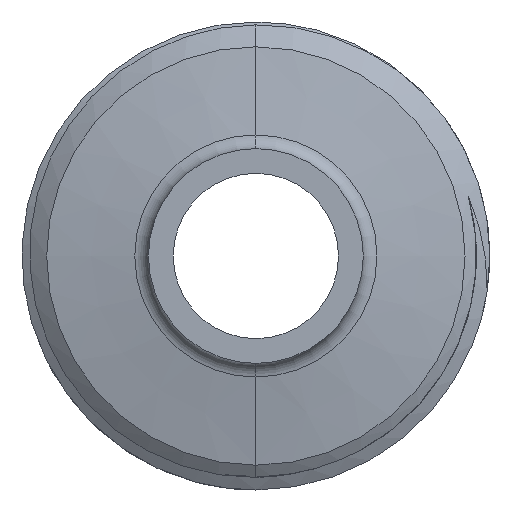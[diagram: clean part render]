
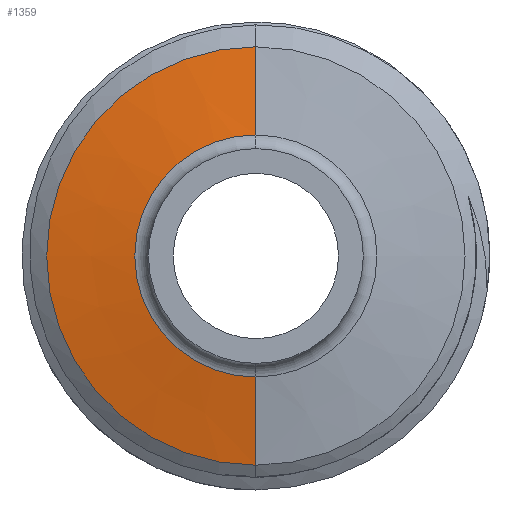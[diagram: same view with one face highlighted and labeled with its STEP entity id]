
A CAD part, left-side view. The second image highlights one B-rep face of the part: STEP entity #1359.
In plain terms, the highlighted conical face has half-angle 80 degrees and reference radius 12.659 mm.
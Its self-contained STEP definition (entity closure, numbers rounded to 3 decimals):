
#33 = AXIS2_PLACEMENT_3D ( 'NONE', #1062, #1475, #300 ) ;
#71 = AXIS2_PLACEMENT_3D ( 'NONE', #136, #2122, #2289 ) ;
#136 = CARTESIAN_POINT ( 'NONE',  ( 4.06, -0.406, 0. ) ) ;
#168 = CARTESIAN_POINT ( 'NONE',  ( 4.06, -0.406, -12.659 ) ) ;
#285 = FACE_OUTER_BOUND ( 'NONE', #301, .T. ) ;
#286 = ORIENTED_EDGE ( 'NONE', *, *, #2004, .F. ) ;
#300 = DIRECTION ( 'NONE',  ( 0., 0., -1. ) ) ;
#301 = EDGE_LOOP ( 'NONE', ( #1784, #640, #2389, #286 ) ) ;
#309 = CARTESIAN_POINT ( 'NONE',  ( 4.06, -0.406, 12.659 ) ) ;
#450 = CARTESIAN_POINT ( 'NONE',  ( 4.06, -0.406, 12.659 ) ) ;
#640 = ORIENTED_EDGE ( 'NONE', *, *, #1849, .T. ) ;
#695 = EDGE_CURVE ( 'NONE', #1406, #1708, #2403, .T. ) ;
#863 = VERTEX_POINT ( 'NONE', #991 ) ;
#936 = VECTOR ( 'NONE', #1874, 1000. ) ;
#991 = CARTESIAN_POINT ( 'NONE',  ( 4.06, -0.406, -12.659 ) ) ;
#1062 = CARTESIAN_POINT ( 'NONE',  ( 4.06, -0.406, 0. ) ) ;
#1129 = VERTEX_POINT ( 'NONE', #450 ) ;
#1169 = CIRCLE ( 'NONE', #71, 12.659 ) ;
#1228 = VECTOR ( 'NONE', #1422, 1000. ) ;
#1359 = ADVANCED_FACE ( 'NONE', ( #285 ), #2461, .T. ) ;
#1406 = VERTEX_POINT ( 'NONE', #1678 ) ;
#1422 = DIRECTION ( 'NONE',  ( 0.174, 0., 0.985 ) ) ;
#1459 = DIRECTION ( 'NONE',  ( 0., 0., 1. ) ) ;
#1475 = DIRECTION ( 'NONE',  ( 1., 0., 0. ) ) ;
#1495 = EDGE_CURVE ( 'NONE', #1129, #863, #1169, .T. ) ;
#1647 = DIRECTION ( 'NONE',  ( -1., 0., 0. ) ) ;
#1678 = CARTESIAN_POINT ( 'NONE',  ( 3.119, -0.406, 7.326 ) ) ;
#1708 = VERTEX_POINT ( 'NONE', #2408 ) ;
#1784 = ORIENTED_EDGE ( 'NONE', *, *, #695, .F. ) ;
#1834 = CARTESIAN_POINT ( 'NONE',  ( 3.119, -0.406, 0. ) ) ;
#1849 = EDGE_CURVE ( 'NONE', #1406, #1129, #2054, .T. ) ;
#1874 = DIRECTION ( 'NONE',  ( 0.174, 0., -0.985 ) ) ;
#1911 = LINE ( 'NONE', #168, #936 ) ;
#2004 = EDGE_CURVE ( 'NONE', #1708, #863, #1911, .T. ) ;
#2045 = AXIS2_PLACEMENT_3D ( 'NONE', #1834, #1647, #1459 ) ;
#2054 = LINE ( 'NONE', #309, #1228 ) ;
#2122 = DIRECTION ( 'NONE',  ( -1., 0., 0. ) ) ;
#2289 = DIRECTION ( 'NONE',  ( 0., 0., 1. ) ) ;
#2389 = ORIENTED_EDGE ( 'NONE', *, *, #1495, .T. ) ;
#2403 = CIRCLE ( 'NONE', #2045, 7.326 ) ;
#2408 = CARTESIAN_POINT ( 'NONE',  ( 3.119, -0.406, -7.326 ) ) ;
#2461 = CONICAL_SURFACE ( 'NONE', #33, 12.659, 1.396 ) ;
